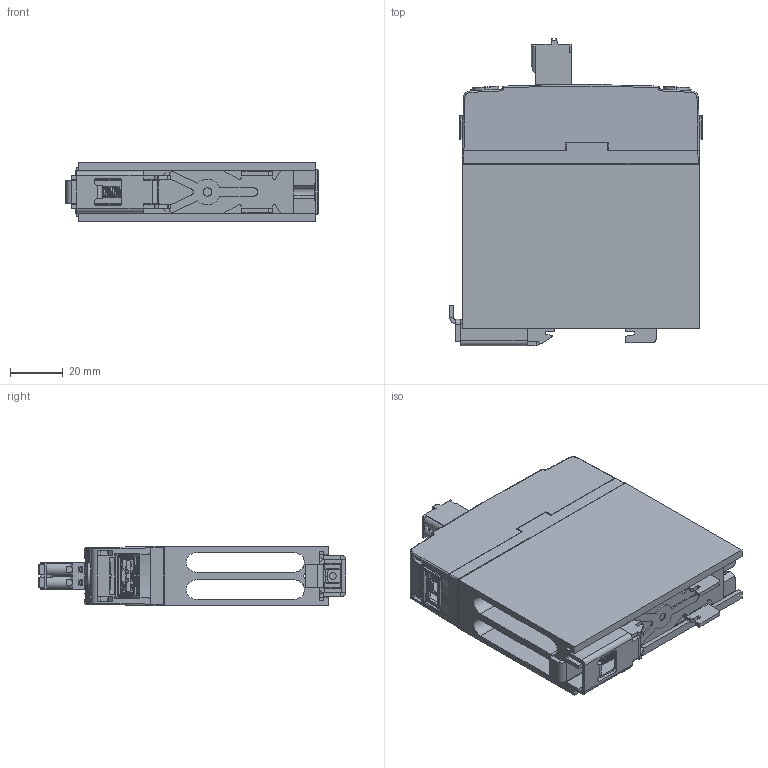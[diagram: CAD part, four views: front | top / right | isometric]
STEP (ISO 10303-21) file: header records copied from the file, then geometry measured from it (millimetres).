
FILE_DESCRIPTION (( 'STEP AP203' ), '1' );
FILE_NAME ('DR22C - STEP.STEP', '2024-11-14T22:51:40', ( '' ), ( '' ), 'SwSTEP 2.0', 'SolidWorks 2022', '' );
FILE_SCHEMA (( 'CONFIG_CONTROL_DESIGN' ));
Length unit declared in the file: inch
Products named in the file (22): signal logo; DR22C - STEP; 19418_HX-SHCS 0.164-32x0.375x0.375-N; 19279_Boss tool; Top Cover 22.5MM_POGO DESIGN FINAL_Original; 22.5 Panel Mount REV4; CRYLOGO__small; Shell 22.5MM contactor tooling_19276; 19212 REV-LOW Profile_STAMPED; 19278; 19414_Screwless_Stamping; 18455 Drive Stud Rev.A_001; Line Logo; Self_Extracting_8-32_Screw; Plastic_Marking_Feature; Din Rail Spring; 8-32 Extractable Screw; 19419; 19275_Default_As Machined_; input logo contactor; 06-501 Rev C_001; 8-32_CAPTIVE_WASHER
Assembly tree (25 placements, depth 4):
  DR22C - STEP
    22.5 Panel Mount REV4
      Shell 22.5MM contactor tooling_19276
      19275_Default_As Machined_  x2
      18455 Drive Stud Rev.A_001  x2
      Top Cover 22.5MM_POGO DESIGN FINAL_Original
      06-501 Rev C_001
      Plastic_Marking_Feature
      CRYLOGO__small
      Line Logo
      signal logo
      input logo contactor
      8-32 Extractable Screw  x2
        Self_Extracting_8-32_Screw
        8-32_CAPTIVE_WASHER
    19212 REV-LOW Profile_STAMPED
    19279_Boss tool
    Din Rail Spring
    19278
    19419
    19418_HX-SHCS 0.164-32x0.375x0.375-N  x2
    19414_Screwless_Stamping
Bounding box: 95.68 x 116.5 x 22.5 mm (x, y, z)
Volume: 87869.5 mm3; surface area: 81283.5 mm2
Topology: 49 solids, 49 shells, 7475 faces, 18791 edges, 11937 vertices
Faces by surface type: plane 4528, cylinder 1400, bspline 1265, cone 268, torus 10, sphere 4
Entity records: 238547 total; most frequent: CARTESIAN_POINT 116014, ORIENTED_EDGE 27366, DIRECTION 20943, EDGE_CURVE 13683, VERTEX_POINT 8641, VECTOR 8461, LINE 8461, AXIS2_PLACEMENT_3D 6241
